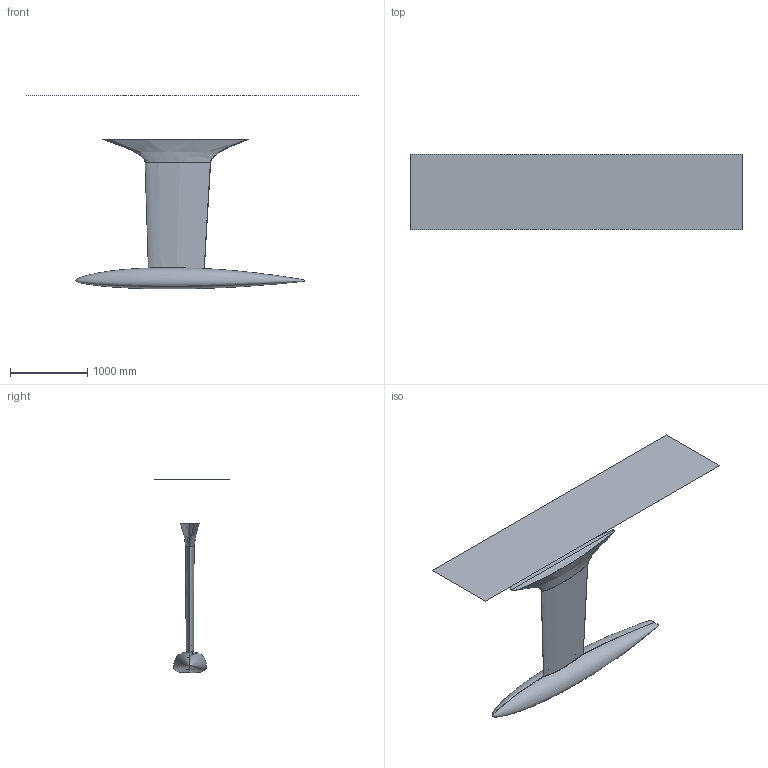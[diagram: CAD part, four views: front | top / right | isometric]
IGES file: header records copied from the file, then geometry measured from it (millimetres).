
Global section: file name: IGS; native system: MEGACAD2011; preprocessor: IGES4.0; author: BOZO; organization: MEGATECH GmBH; units: millimetre
Bounding box: 4305 x 975 x 2515 mm (x, y, z)
Volume: 300515983.9 mm3; surface area: 22188466.3 mm2
Topology: 3 solids, 3 shells, 108 faces, 629 edges, 565 vertices
Faces by surface type: bspline 32, revolution 30, cylinder 18, cone 12, plane 11, extrusion 5
